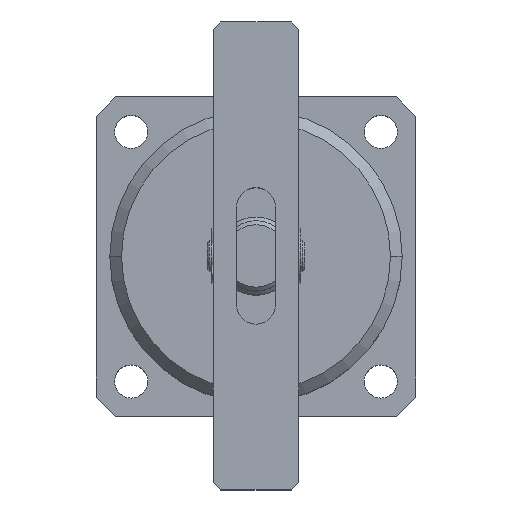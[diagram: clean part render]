
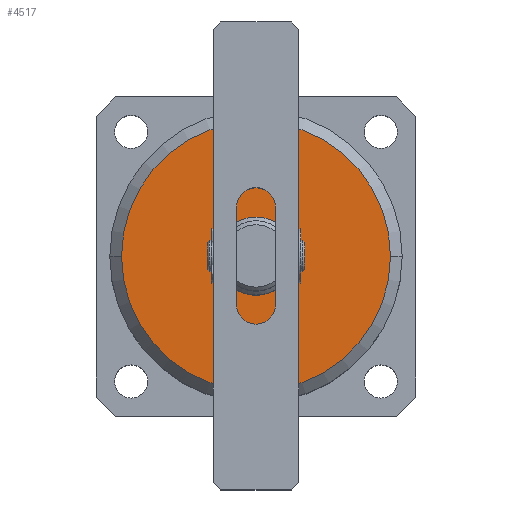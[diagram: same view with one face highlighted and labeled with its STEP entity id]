
A CAD part, top view. The second image highlights one B-rep face of the part: STEP entity #4517.
In plain terms, the highlighted planar face has unit normal (0, 0, 1).
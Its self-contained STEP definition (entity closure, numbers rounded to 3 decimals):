
#1005 = DIRECTION ( 'NONE',  ( 1., 0., 0. ) ) ;
#1006 = DIRECTION ( 'NONE',  ( 0., 0., 1. ) ) ;
#1011 = PLANE ( 'NONE',  #6679 ) ;
#1015 = CARTESIAN_POINT ( 'NONE',  ( 0., 0., 86.5 ) ) ;
#1099 = DIRECTION ( 'NONE',  ( 1., 0., 0. ) ) ;
#1100 = DIRECTION ( 'NONE',  ( 0., 0., 1. ) ) ;
#1101 = CARTESIAN_POINT ( 'NONE',  ( 0., 0., 86.5 ) ) ;
#1187 = ORIENTED_EDGE ( 'NONE', *, *, #4079, .F. ) ;
#1188 = ORIENTED_EDGE ( 'NONE', *, *, #4054, .T. ) ;
#1717 = DIRECTION ( 'NONE',  ( 1., 0., 0. ) ) ;
#1719 = DIRECTION ( 'NONE',  ( 0., 0., 1. ) ) ;
#1723 = CARTESIAN_POINT ( 'NONE',  ( 0., 0., 86.5 ) ) ;
#2660 = CARTESIAN_POINT ( 'NONE',  ( 0., 0., 86.5 ) ) ;
#2661 = DIRECTION ( 'NONE',  ( 0., 0., 1. ) ) ;
#2662 = DIRECTION ( 'NONE',  ( 1., 0., 0. ) ) ;
#2663 = CARTESIAN_POINT ( 'NONE',  ( 0., 0., 86.5 ) ) ;
#2664 = DIRECTION ( 'NONE',  ( 0., 0., 1. ) ) ;
#2665 = DIRECTION ( 'NONE',  ( 1., 0., 0. ) ) ;
#2805 = ORIENTED_EDGE ( 'NONE', *, *, #6980, .F. ) ;
#3109 = CIRCLE ( 'NONE', #7102, 34.5 ) ;
#3111 = CIRCLE ( 'NONE', #7101, 10. ) ;
#3835 = CIRCLE ( 'NONE', #4408, 34.5 ) ;
#3870 = CIRCLE ( 'NONE', #6656, 10. ) ;
#3932 = FACE_OUTER_BOUND ( 'NONE', #5956, .T. ) ;
#3935 = FACE_BOUND ( 'NONE', #5839, .T. ) ;
#4054 = EDGE_CURVE ( 'NONE', #5246, #5260, #3835, .T. ) ;
#4079 = EDGE_CURVE ( 'NONE', #5230, #5218, #3870, .T. ) ;
#4237 = CARTESIAN_POINT ( 'NONE',  ( 10., 0., 86.5 ) ) ;
#4249 = CARTESIAN_POINT ( 'NONE',  ( -10., 0., 86.5 ) ) ;
#4265 = CARTESIAN_POINT ( 'NONE',  ( 34.5, 0., 86.5 ) ) ;
#4279 = CARTESIAN_POINT ( 'NONE',  ( -34.5, 0., 86.5 ) ) ;
#4408 = AXIS2_PLACEMENT_3D ( 'NONE', #1723, #1719, #1717 ) ;
#4517 = ADVANCED_FACE ( 'NONE', ( #3932, #3935 ), #1011, .T. ) ;
#5218 = VERTEX_POINT ( 'NONE', #4237 ) ;
#5230 = VERTEX_POINT ( 'NONE', #4249 ) ;
#5246 = VERTEX_POINT ( 'NONE', #4265 ) ;
#5260 = VERTEX_POINT ( 'NONE', #4279 ) ;
#5839 = EDGE_LOOP ( 'NONE', ( #2805, #1187 ) ) ;
#5956 = EDGE_LOOP ( 'NONE', ( #6630, #1188 ) ) ;
#6630 = ORIENTED_EDGE ( 'NONE', *, *, #6979, .T. ) ;
#6656 = AXIS2_PLACEMENT_3D ( 'NONE', #1101, #1100, #1099 ) ;
#6679 = AXIS2_PLACEMENT_3D ( 'NONE', #1015, #1006, #1005 ) ;
#6979 = EDGE_CURVE ( 'NONE', #5260, #5246, #3109, .T. ) ;
#6980 = EDGE_CURVE ( 'NONE', #5218, #5230, #3111, .T. ) ;
#7101 = AXIS2_PLACEMENT_3D ( 'NONE', #2663, #2664, #2665 ) ;
#7102 = AXIS2_PLACEMENT_3D ( 'NONE', #2660, #2661, #2662 ) ;
